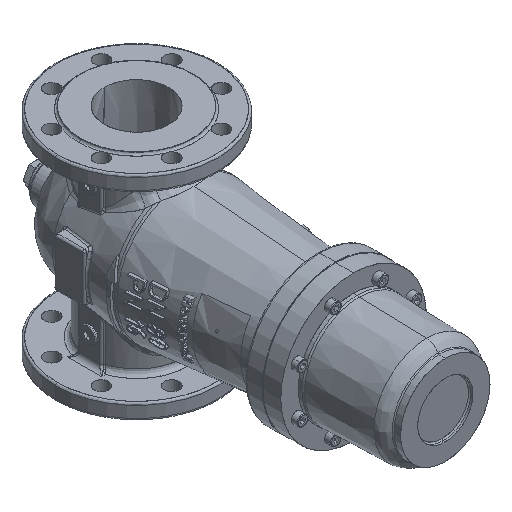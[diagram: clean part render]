
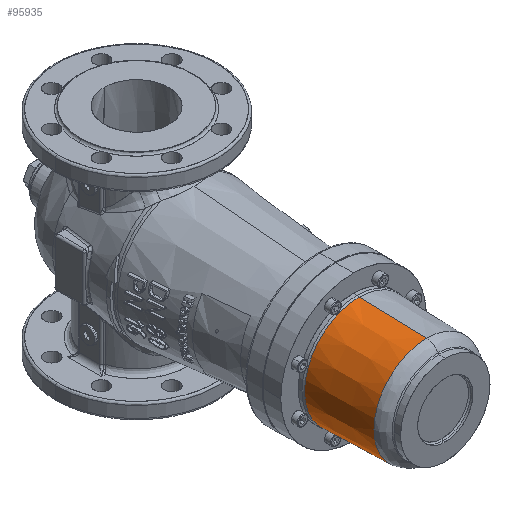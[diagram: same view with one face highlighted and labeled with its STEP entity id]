
A CAD part, isometric view. The second image highlights one B-rep face of the part: STEP entity #95935.
In plain terms, the highlighted conical face has half-angle 1.494 degrees and reference radius 67.171 mm.
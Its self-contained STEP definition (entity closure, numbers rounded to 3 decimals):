
#926 = VECTOR ( 'NONE', #142082, 1000. ) ;
#2251 = DIRECTION ( 'NONE',  ( 0., 0., -1. ) ) ;
#4013 = VERTEX_POINT ( 'NONE', #132035 ) ;
#4494 = CARTESIAN_POINT ( 'NONE',  ( 0., -357.13, 65. ) ) ;
#5478 = LINE ( 'NONE', #7336, #37782 ) ;
#7336 = CARTESIAN_POINT ( 'NONE',  ( 0., -357.13, -65. ) ) ;
#15756 = VERTEX_POINT ( 'NONE', #63400 ) ;
#17762 = CARTESIAN_POINT ( 'NONE',  ( 0., -273.896, 0. ) ) ;
#18661 = EDGE_CURVE ( 'NONE', #91479, #4013, #74090, .T. ) ;
#27719 = EDGE_LOOP ( 'NONE', ( #142380, #173300, #105952, #59518 ) ) ;
#34722 = FACE_OUTER_BOUND ( 'NONE', #27719, .T. ) ;
#37782 = VECTOR ( 'NONE', #62687, 1000. ) ;
#40835 = DIRECTION ( 'NONE',  ( 0., -1., 0. ) ) ;
#44127 = EDGE_CURVE ( 'NONE', #102614, #15756, #5478, .T. ) ;
#55727 = CIRCLE ( 'NONE', #73259, 67.171 ) ;
#59260 = DIRECTION ( 'NONE',  ( 0., 0., 1. ) ) ;
#59518 = ORIENTED_EDGE ( 'NONE', *, *, #18661, .T. ) ;
#62687 = DIRECTION ( 'NONE',  ( 0., -1., 0.026 ) ) ;
#63400 = CARTESIAN_POINT ( 'NONE',  ( 0., -357.13, -65. ) ) ;
#66962 = CONICAL_SURFACE ( 'NONE', #73362, 67.171, 0.026 ) ;
#73259 = AXIS2_PLACEMENT_3D ( 'NONE', #123064, #40835, #136919 ) ;
#73362 = AXIS2_PLACEMENT_3D ( 'NONE', #17762, #86854, #59260 ) ;
#74090 = LINE ( 'NONE', #4494, #926 ) ;
#84572 = DIRECTION ( 'NONE',  ( 0., 1., 0. ) ) ;
#86854 = DIRECTION ( 'NONE',  ( 0., 1., 0. ) ) ;
#90456 = EDGE_CURVE ( 'NONE', #15756, #91479, #106239, .T. ) ;
#91479 = VERTEX_POINT ( 'NONE', #171696 ) ;
#95935 = ADVANCED_FACE ( 'NONE', ( #34722 ), #66962, .T. ) ;
#102614 = VERTEX_POINT ( 'NONE', #166469 ) ;
#104044 = AXIS2_PLACEMENT_3D ( 'NONE', #166845, #84572, #2251 ) ;
#105952 = ORIENTED_EDGE ( 'NONE', *, *, #90456, .T. ) ;
#106239 = CIRCLE ( 'NONE', #104044, 65. ) ;
#123064 = CARTESIAN_POINT ( 'NONE',  ( 0., -273.896, 0. ) ) ;
#132035 = CARTESIAN_POINT ( 'NONE',  ( 0., -273.896, 67.171 ) ) ;
#136919 = DIRECTION ( 'NONE',  ( 0., 0., -1. ) ) ;
#142082 = DIRECTION ( 'NONE',  ( 0., 1., 0.026 ) ) ;
#142380 = ORIENTED_EDGE ( 'NONE', *, *, #148318, .T. ) ;
#148318 = EDGE_CURVE ( 'NONE', #4013, #102614, #55727, .T. ) ;
#166469 = CARTESIAN_POINT ( 'NONE',  ( 0., -273.896, -67.171 ) ) ;
#166845 = CARTESIAN_POINT ( 'NONE',  ( 0., -357.13, 0. ) ) ;
#171696 = CARTESIAN_POINT ( 'NONE',  ( 0., -357.13, 65. ) ) ;
#173300 = ORIENTED_EDGE ( 'NONE', *, *, #44127, .T. ) ;
